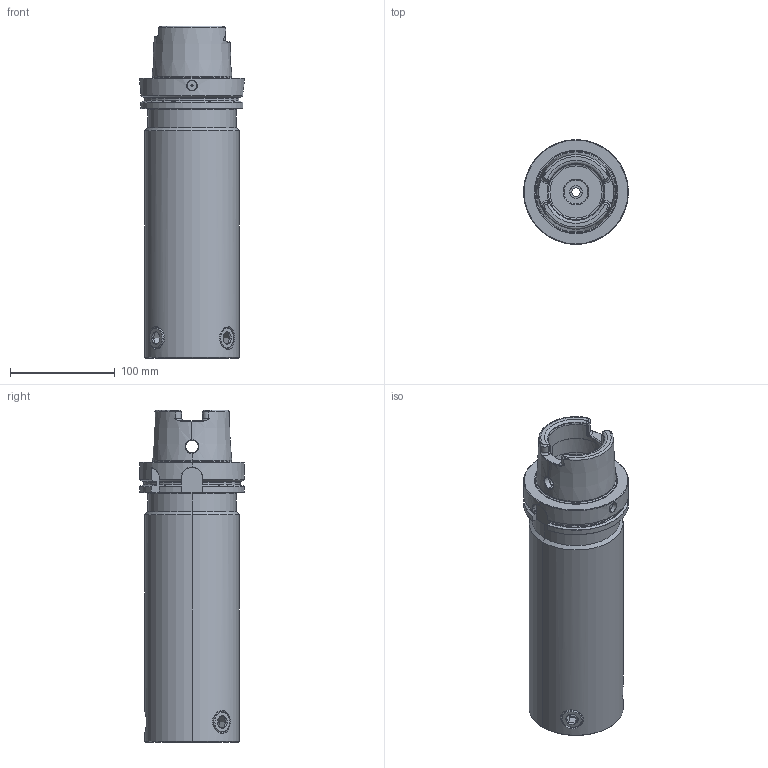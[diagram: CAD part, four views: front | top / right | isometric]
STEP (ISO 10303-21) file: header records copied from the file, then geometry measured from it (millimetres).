
FILE_DESCRIPTION(('no description'),'unknown implementation level');
FILE_NAME('86EAFF73-4680-4EAC-9E79-244FC7BFEB73_export.stp',' ',('CIMSOURCE GmbH'),('CADClick - KiM GmbH - www.kimweb.de'),'unknown preprocess','ACIS','unknown authorization');
FILE_SCHEMA(('automotive_design'));
Length unit declared in the file: millimetre
Products named in the file (4): 324.575N Kaiser HSK-A100xCKN7x320|690.437 Kaiser ETL M20 X 29 CK7;Schnitt-Linear austragen1; 324.575N Kaiser HSK-A100xCKN7x320|324.575N Kaiser HSK-A100xCKN7x320;Schnitt-Rotation9
Bounding box: 99.93 x 99.93 x 316.9 mm (x, y, z)
Volume: 1536688.2 mm3; surface area: 151072.5 mm2
Topology: 4 solids, 4 shells, 374 faces, 937 edges, 569 vertices
Faces by surface type: cone 117, plane 109, cylinder 96, torus 36, bspline 16
Entity records: 25167 total; most frequent: CARTESIAN_POINT 6001, STYLED_ITEM 1874, PRESENTATION_STYLE_ASSIGNMENT 1874, COLOUR_RGB 1874, ORIENTED_EDGE 1854, DIRECTION 1776, EDGE_CURVE 927, CURVE_STYLE 927
